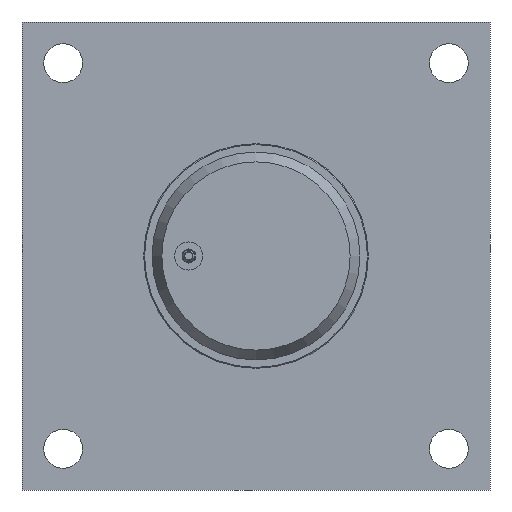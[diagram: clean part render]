
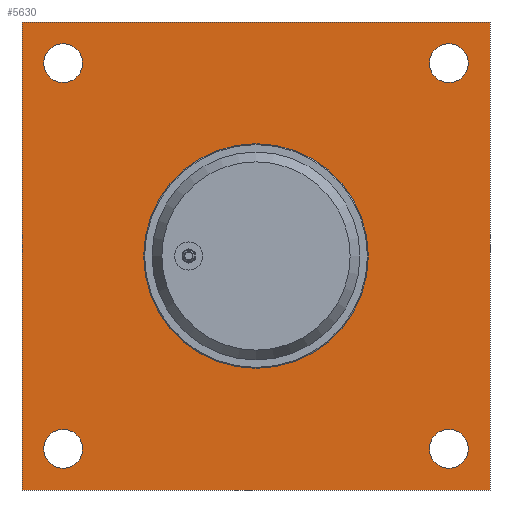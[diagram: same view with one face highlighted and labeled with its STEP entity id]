
A CAD part, left-side view. The second image highlights one B-rep face of the part: STEP entity #5630.
In plain terms, the highlighted planar face has unit normal (-1, 0, 0).
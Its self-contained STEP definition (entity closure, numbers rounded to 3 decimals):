
#230=FACE_BOUND('',#757,.T.);
#231=FACE_BOUND('',#758,.T.);
#232=FACE_BOUND('',#759,.T.);
#233=FACE_BOUND('',#760,.T.);
#234=FACE_BOUND('',#761,.T.);
#292=PLANE('',#6005);
#445=FACE_OUTER_BOUND('',#756,.T.);
#756=EDGE_LOOP('',(#3765,#3766,#3767,#3768));
#757=EDGE_LOOP('',(#3769));
#758=EDGE_LOOP('',(#3770));
#759=EDGE_LOOP('',(#3771));
#760=EDGE_LOOP('',(#3772));
#761=EDGE_LOOP('',(#3773));
#1090=LINE('',#8596,#1468);
#1093=LINE('',#8601,#1471);
#1095=LINE('',#8605,#1473);
#1096=LINE('',#8607,#1474);
#1468=VECTOR('',#6793,10.);
#1471=VECTOR('',#6798,10.);
#1473=VECTOR('',#6802,10.);
#1474=VECTOR('',#6805,10.);
#1864=CIRCLE('',#5982,60.);
#1874=CIRCLE('',#5994,10.376);
#1875=CIRCLE('',#5996,10.376);
#1876=CIRCLE('',#5998,10.376);
#1877=CIRCLE('',#6000,10.376);
#2249=VERTEX_POINT('',#8546);
#2263=VERTEX_POINT('',#8577);
#2264=VERTEX_POINT('',#8581);
#2265=VERTEX_POINT('',#8585);
#2266=VERTEX_POINT('',#8589);
#2267=VERTEX_POINT('',#8593);
#2268=VERTEX_POINT('',#8595);
#2269=VERTEX_POINT('',#8599);
#2270=VERTEX_POINT('',#8603);
#2823=EDGE_CURVE('',#2249,#2249,#1864,.T.);
#2838=EDGE_CURVE('',#2263,#2263,#1874,.T.);
#2840=EDGE_CURVE('',#2264,#2264,#1875,.T.);
#2842=EDGE_CURVE('',#2265,#2265,#1876,.T.);
#2844=EDGE_CURVE('',#2266,#2266,#1877,.T.);
#2846=EDGE_CURVE('',#2267,#2268,#1090,.T.);
#2849=EDGE_CURVE('',#2269,#2267,#1093,.T.);
#2851=EDGE_CURVE('',#2270,#2269,#1095,.T.);
#2852=EDGE_CURVE('',#2268,#2270,#1096,.T.);
#3765=ORIENTED_EDGE('',*,*,#2852,.F.);
#3766=ORIENTED_EDGE('',*,*,#2846,.F.);
#3767=ORIENTED_EDGE('',*,*,#2849,.F.);
#3768=ORIENTED_EDGE('',*,*,#2851,.F.);
#3769=ORIENTED_EDGE('',*,*,#2823,.T.);
#3770=ORIENTED_EDGE('',*,*,#2838,.T.);
#3771=ORIENTED_EDGE('',*,*,#2840,.T.);
#3772=ORIENTED_EDGE('',*,*,#2842,.T.);
#3773=ORIENTED_EDGE('',*,*,#2844,.T.);
#5630=ADVANCED_FACE('',(#445,#230,#231,#232,#233,#234),#292,.F.);
#5982=AXIS2_PLACEMENT_3D('',#8548,#6744,#6745);
#5994=AXIS2_PLACEMENT_3D('',#8579,#6773,#6774);
#5996=AXIS2_PLACEMENT_3D('',#8583,#6778,#6779);
#5998=AXIS2_PLACEMENT_3D('',#8587,#6783,#6784);
#6000=AXIS2_PLACEMENT_3D('',#8591,#6788,#6789);
#6005=AXIS2_PLACEMENT_3D('',#8608,#6806,#6807);
#6744=DIRECTION('center_axis',(1.,0.,0.));
#6745=DIRECTION('ref_axis',(0.,0.,1.));
#6773=DIRECTION('center_axis',(1.,0.,0.));
#6774=DIRECTION('ref_axis',(0.,0.,-1.));
#6778=DIRECTION('center_axis',(1.,0.,0.));
#6779=DIRECTION('ref_axis',(0.,0.,-1.));
#6783=DIRECTION('center_axis',(1.,0.,0.));
#6784=DIRECTION('ref_axis',(0.,0.,-1.));
#6788=DIRECTION('center_axis',(1.,0.,0.));
#6789=DIRECTION('ref_axis',(0.,0.,-1.));
#6793=DIRECTION('',(0.,-1.,0.));
#6798=DIRECTION('',(0.,0.,1.));
#6802=DIRECTION('',(0.,1.,0.));
#6805=DIRECTION('',(0.,0.,-1.));
#6806=DIRECTION('center_axis',(1.,0.,0.));
#6807=DIRECTION('ref_axis',(0.,0.,-1.));
#8546=CARTESIAN_POINT('',(-60.722,2.469,-60.));
#8548=CARTESIAN_POINT('Origin',(-60.722,2.469,0.));
#8577=CARTESIAN_POINT('',(-60.722,-100.531,113.376));
#8579=CARTESIAN_POINT('Origin',(-60.722,-100.531,103.));
#8581=CARTESIAN_POINT('',(-60.722,-100.531,-92.624));
#8583=CARTESIAN_POINT('Origin',(-60.722,-100.531,-103.));
#8585=CARTESIAN_POINT('',(-60.722,105.469,-92.624));
#8587=CARTESIAN_POINT('Origin',(-60.722,105.469,-103.));
#8589=CARTESIAN_POINT('',(-60.722,105.469,113.376));
#8591=CARTESIAN_POINT('Origin',(-60.722,105.469,103.));
#8593=CARTESIAN_POINT('',(-60.722,127.469,125.));
#8595=CARTESIAN_POINT('',(-60.722,-122.531,125.));
#8596=CARTESIAN_POINT('',(-60.722,127.469,125.));
#8599=CARTESIAN_POINT('',(-60.722,127.469,-125.));
#8601=CARTESIAN_POINT('',(-60.722,127.469,-125.));
#8603=CARTESIAN_POINT('',(-60.722,-122.531,-125.));
#8605=CARTESIAN_POINT('',(-60.722,-122.531,-125.));
#8607=CARTESIAN_POINT('',(-60.722,-122.531,125.));
#8608=CARTESIAN_POINT('Origin',(-60.722,2.469,0.));
